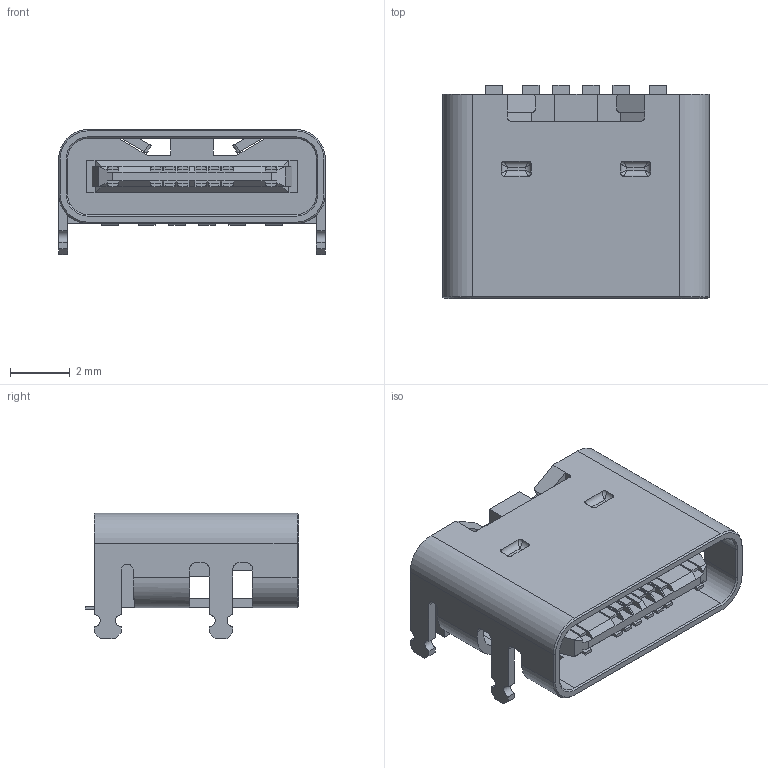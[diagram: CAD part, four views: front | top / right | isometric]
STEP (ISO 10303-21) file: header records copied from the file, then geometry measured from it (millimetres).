
FILE_DESCRIPTION (( 'STEP AP214' ), '1' );
FILE_NAME ('USB-SMD_U262-061N-4BVC11.STEP', '2022-02-20T06:45:33', ( '' ), ( '' ), 'SwSTEP 2.0', 'SolidWorks 2020', '' );
FILE_SCHEMA (( 'AUTOMOTIVE_DESIGN' ));
Length unit declared in the file: millimetre
Products named in the file (1): USB-SMD_U262-061N-4BVC11
Bounding box: 8.95 x 7.15 x 4.2 mm (x, y, z)
Volume: 97.5 mm3; surface area: 496.4 mm2
Topology: 19 solids, 19 shells, 500 faces, 1269 edges, 798 vertices
Faces by surface type: plane 398, cylinder 64, bspline 30, cone 8
Entity records: 21284 total; most frequent: CARTESIAN_POINT 3814, ORIENTED_EDGE 2506, DIRECTION 2257, EDGE_CURVE 1253, LINE 1071, VECTOR 1071, VERTEX_POINT 798, AXIS2_PLACEMENT_3D 593
